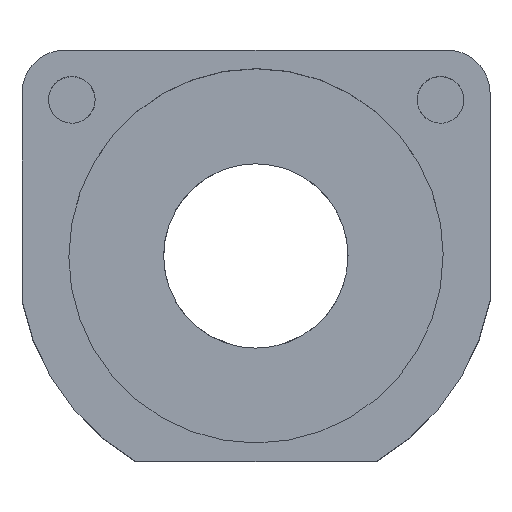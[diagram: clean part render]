
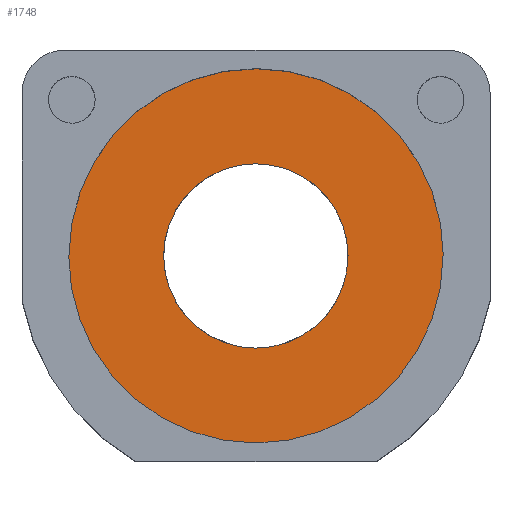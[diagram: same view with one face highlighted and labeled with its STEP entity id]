
A CAD part, top view. The second image highlights one B-rep face of the part: STEP entity #1748.
In plain terms, the highlighted planar face has unit normal (0, 0, 1).
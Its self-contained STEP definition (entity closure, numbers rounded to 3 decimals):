
#1570=CARTESIAN_POINT('',(231.997,262.947,9.803));
#1571=VERTEX_POINT('',#1570);
#1620=CARTESIAN_POINT('',(231.997,249.947,9.803));
#1621=VERTEX_POINT('',#1620);
#1622=CARTESIAN_POINT('',(231.997,256.447,9.803));
#1623=DIRECTION('',(-0.,-0.,-1.));
#1624=DIRECTION('',(-0.,-1.,0.));
#1625=AXIS2_PLACEMENT_3D('',#1622,#1623,#1624);
#1626=CIRCLE('',#1625,6.5);
#1627=EDGE_CURVE('',#1621,#1571,#1626,.T.);
#1629=CARTESIAN_POINT('',(231.997,256.447,9.803));
#1630=DIRECTION('',(-0.,-0.,-1.));
#1631=DIRECTION('',(-0.,-1.,0.));
#1632=AXIS2_PLACEMENT_3D('',#1629,#1630,#1631);
#1633=CIRCLE('',#1632,6.5);
#1634=EDGE_CURVE('',#1571,#1621,#1633,.T.);
#1669=CARTESIAN_POINT('',(218.8,256.447,9.803));
#1670=VERTEX_POINT('',#1669);
#1678=CARTESIAN_POINT('',(245.2,256.447,9.803));
#1679=VERTEX_POINT('',#1678);
#1686=CARTESIAN_POINT('',(232.,256.447,9.803));
#1687=DIRECTION('',(-0.,-0.,-1.));
#1688=DIRECTION('',(0.,1.,-0.));
#1689=AXIS2_PLACEMENT_3D('',#1686,#1687,#1688);
#1690=CIRCLE('',#1689,13.2);
#1691=EDGE_CURVE('',#1679,#1670,#1690,.T.);
#1702=CARTESIAN_POINT('',(245.219,256.447,9.803));
#1703=VERTEX_POINT('',#1702);
#1710=CARTESIAN_POINT('',(245.219,256.447,9.803));
#1711=DIRECTION('',(-1.,-0.,0.));
#1712=VECTOR('',#1711,0.019);
#1713=LINE('',#1710,#1712);
#1714=EDGE_CURVE('',#1703,#1679,#1713,.T.);
#1720=CARTESIAN_POINT('',(242.005,250.947,9.803));
#1721=DIRECTION('',(-0.,-0.,-1.));
#1722=DIRECTION('',(-0.,1.,-0.));
#1723=AXIS2_PLACEMENT_3D('',#1720,#1721,#1722);
#1724=PLANE('',#1723);
#1725=ORIENTED_EDGE('',*,*,#1714,.F.);
#1726=CARTESIAN_POINT('',(218.819,256.447,9.803));
#1727=VERTEX_POINT('',#1726);
#1728=CARTESIAN_POINT('',(232.019,256.447,9.803));
#1729=DIRECTION('',(-0.,-0.,-1.));
#1730=DIRECTION('',(0.,1.,-0.));
#1731=AXIS2_PLACEMENT_3D('',#1728,#1729,#1730);
#1732=CIRCLE('',#1731,13.2);
#1733=EDGE_CURVE('',#1727,#1703,#1732,.T.);
#1734=ORIENTED_EDGE('',*,*,#1733,.F.);
#1735=CARTESIAN_POINT('',(218.8,256.447,9.803));
#1736=DIRECTION('',(1.,0.,-0.));
#1737=VECTOR('',#1736,0.019);
#1738=LINE('',#1735,#1737);
#1739=EDGE_CURVE('',#1670,#1727,#1738,.T.);
#1740=ORIENTED_EDGE('',*,*,#1739,.F.);
#1741=ORIENTED_EDGE('',*,*,#1691,.F.);
#1742=EDGE_LOOP('',(#1725,#1734,#1740,#1741));
#1743=FACE_BOUND('',#1742,.T.);
#1744=ORIENTED_EDGE('',*,*,#1627,.T.);
#1745=ORIENTED_EDGE('',*,*,#1634,.T.);
#1746=EDGE_LOOP('',(#1744,#1745));
#1747=FACE_BOUND('',#1746,.T.);
#1748=ADVANCED_FACE('',(#1743,#1747),#1724,.F.);
